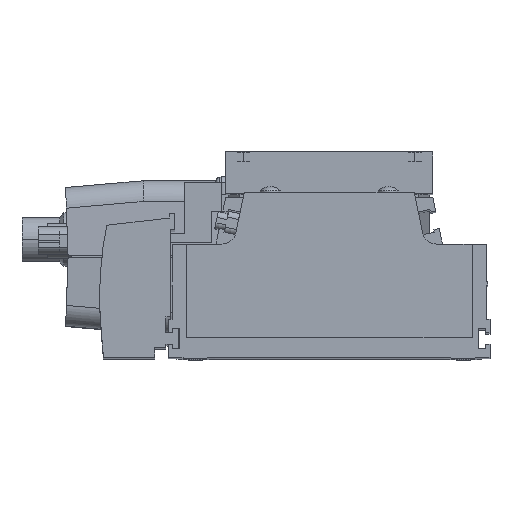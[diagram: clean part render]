
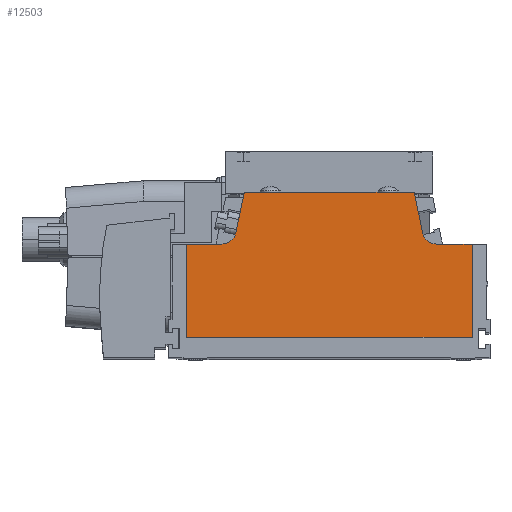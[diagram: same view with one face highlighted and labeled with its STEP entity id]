
A CAD part, top view. The second image highlights one B-rep face of the part: STEP entity #12503.
In plain terms, the highlighted planar face has unit normal (0, 0, 1).
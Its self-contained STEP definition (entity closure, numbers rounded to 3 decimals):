
#11 = VECTOR ( 'NONE', #23639, 1000. ) ;
#264 = DIRECTION ( 'NONE',  ( -1., 0., 0. ) ) ;
#1265 = AXIS2_PLACEMENT_3D ( 'NONE', #3750, #23414, #3470 ) ;
#1292 = VERTEX_POINT ( 'NONE', #21501 ) ;
#1372 = LINE ( 'NONE', #3384, #8617 ) ;
#1376 = ORIENTED_EDGE ( 'NONE', *, *, #9181, .F. ) ;
#1873 = EDGE_CURVE ( 'NONE', #1292, #28014, #24330, .T. ) ;
#1985 = ORIENTED_EDGE ( 'NONE', *, *, #7650, .T. ) ;
#2081 = CARTESIAN_POINT ( 'NONE',  ( -23.784, 17.45, 322.5 ) ) ;
#2181 = CARTESIAN_POINT ( 'NONE',  ( -40., 84.488, 322.5 ) ) ;
#2420 = LINE ( 'NONE', #11180, #7500 ) ;
#2514 = CARTESIAN_POINT ( 'NONE',  ( -40., 3., 322.5 ) ) ;
#3384 = CARTESIAN_POINT ( 'NONE',  ( -40., 3., 322.5 ) ) ;
#3470 = DIRECTION ( 'NONE',  ( -1., 0., 0. ) ) ;
#3604 = VERTEX_POINT ( 'NONE', #16111 ) ;
#3750 = CARTESIAN_POINT ( 'NONE',  ( -30.049, 7., 322.5 ) ) ;
#4356 = EDGE_CURVE ( 'NONE', #14513, #4930, #2420, .T. ) ;
#4403 = LINE ( 'NONE', #12884, #11 ) ;
#4533 = CARTESIAN_POINT ( 'NONE',  ( -26.133, 6.184, 322.5 ) ) ;
#4930 = VERTEX_POINT ( 'NONE', #9628 ) ;
#4979 = DIRECTION ( 'NONE',  ( 0., 0., -1. ) ) ;
#5374 = DIRECTION ( 'NONE',  ( -1., 0., 0. ) ) ;
#5691 = VERTEX_POINT ( 'NONE', #4533 ) ;
#6043 = CIRCLE ( 'NONE', #18444, 4. ) ;
#7222 = ORIENTED_EDGE ( 'NONE', *, *, #17209, .F. ) ;
#7500 = VECTOR ( 'NONE', #264, 1000. ) ;
#7559 = CARTESIAN_POINT ( 'NONE',  ( 40., -23.13, 322.5 ) ) ;
#7650 = EDGE_CURVE ( 'NONE', #28014, #4930, #10789, .T. ) ;
#8617 = VECTOR ( 'NONE', #21302, 1000. ) ;
#9181 = EDGE_CURVE ( 'NONE', #3604, #14513, #27867, .T. ) ;
#9628 = CARTESIAN_POINT ( 'NONE',  ( -40., -23.13, 322.5 ) ) ;
#9631 = ORIENTED_EDGE ( 'NONE', *, *, #24179, .T. ) ;
#9832 = CARTESIAN_POINT ( 'NONE',  ( 30.049, 7., 322.5 ) ) ;
#10382 = VERTEX_POINT ( 'NONE', #11506 ) ;
#10465 = ORIENTED_EDGE ( 'NONE', *, *, #13518, .F. ) ;
#10789 = LINE ( 'NONE', #2181, #20333 ) ;
#11180 = CARTESIAN_POINT ( 'NONE',  ( -40., -23.13, 322.5 ) ) ;
#11506 = CARTESIAN_POINT ( 'NONE',  ( 26.133, 6.184, 322.5 ) ) ;
#12503 = ADVANCED_FACE ( 'NONE', ( #24640 ), #14016, .F. ) ;
#12560 = VERTEX_POINT ( 'NONE', #15346 ) ;
#12884 = CARTESIAN_POINT ( 'NONE',  ( 23.784, 17.45, 322.5 ) ) ;
#13518 = EDGE_CURVE ( 'NONE', #5691, #12560, #23887, .T. ) ;
#14016 = PLANE ( 'NONE',  #27605 ) ;
#14028 = VECTOR ( 'NONE', #23278, 1000. ) ;
#14254 = EDGE_CURVE ( 'NONE', #18921, #10382, #4403, .T. ) ;
#14513 = VERTEX_POINT ( 'NONE', #7559 ) ;
#14528 = CARTESIAN_POINT ( 'NONE',  ( 40., 84.488, 322.5 ) ) ;
#15189 = VERTEX_POINT ( 'NONE', #22263 ) ;
#15346 = CARTESIAN_POINT ( 'NONE',  ( -23.784, 17.45, 322.5 ) ) ;
#15530 = DIRECTION ( 'NONE',  ( 0., -1., 0. ) ) ;
#16038 = EDGE_CURVE ( 'NONE', #15189, #10382, #6043, .T. ) ;
#16111 = CARTESIAN_POINT ( 'NONE',  ( 40., 3., 322.5 ) ) ;
#16449 = ORIENTED_EDGE ( 'NONE', *, *, #1873, .T. ) ;
#16905 = ORIENTED_EDGE ( 'NONE', *, *, #23624, .T. ) ;
#17209 = EDGE_CURVE ( 'NONE', #12560, #18921, #19741, .T. ) ;
#18444 = AXIS2_PLACEMENT_3D ( 'NONE', #9832, #27322, #5374 ) ;
#18921 = VERTEX_POINT ( 'NONE', #27297 ) ;
#19358 = ORIENTED_EDGE ( 'NONE', *, *, #4356, .F. ) ;
#19596 = DIRECTION ( 'NONE',  ( 1., 0., 0. ) ) ;
#19730 = DIRECTION ( 'NONE',  ( 0.204, 0.979, 0. ) ) ;
#19741 = LINE ( 'NONE', #2081, #25666 ) ;
#19921 = CARTESIAN_POINT ( 'NONE',  ( -40., 3., 322.5 ) ) ;
#20177 = ORIENTED_EDGE ( 'NONE', *, *, #14254, .F. ) ;
#20331 = DIRECTION ( 'NONE',  ( -1., 0., 0. ) ) ;
#20333 = VECTOR ( 'NONE', #15530, 1000. ) ;
#20892 = ORIENTED_EDGE ( 'NONE', *, *, #16038, .T. ) ;
#21302 = DIRECTION ( 'NONE',  ( -1., 0., 0. ) ) ;
#21430 = CIRCLE ( 'NONE', #1265, 4. ) ;
#21501 = CARTESIAN_POINT ( 'NONE',  ( -30.049, 3., 322.5 ) ) ;
#21732 = CARTESIAN_POINT ( 'NONE',  ( -26.797, 3., 322.5 ) ) ;
#22263 = CARTESIAN_POINT ( 'NONE',  ( 30.049, 3., 322.5 ) ) ;
#23278 = DIRECTION ( 'NONE',  ( 0., -1., 0. ) ) ;
#23414 = DIRECTION ( 'NONE',  ( 0., 0., -1. ) ) ;
#23624 = EDGE_CURVE ( 'NONE', #5691, #1292, #21430, .T. ) ;
#23639 = DIRECTION ( 'NONE',  ( 0.204, -0.979, 0. ) ) ;
#23887 = LINE ( 'NONE', #21732, #23969 ) ;
#23969 = VECTOR ( 'NONE', #19730, 1000. ) ;
#24179 = EDGE_CURVE ( 'NONE', #3604, #15189, #1372, .T. ) ;
#24330 = LINE ( 'NONE', #2514, #24698 ) ;
#24640 = FACE_OUTER_BOUND ( 'NONE', #26620, .T. ) ;
#24698 = VECTOR ( 'NONE', #26613, 1000. ) ;
#24781 = CARTESIAN_POINT ( 'NONE',  ( -40., 84.488, 322.5 ) ) ;
#25666 = VECTOR ( 'NONE', #19596, 1000. ) ;
#26613 = DIRECTION ( 'NONE',  ( -1., 0., 0. ) ) ;
#26620 = EDGE_LOOP ( 'NONE', ( #1376, #9631, #20892, #20177, #7222, #10465, #16905, #16449, #1985, #19358 ) ) ;
#27297 = CARTESIAN_POINT ( 'NONE',  ( 23.784, 17.45, 322.5 ) ) ;
#27322 = DIRECTION ( 'NONE',  ( 0., 0., -1. ) ) ;
#27605 = AXIS2_PLACEMENT_3D ( 'NONE', #24781, #4979, #20331 ) ;
#27867 = LINE ( 'NONE', #14528, #14028 ) ;
#28014 = VERTEX_POINT ( 'NONE', #19921 ) ;
